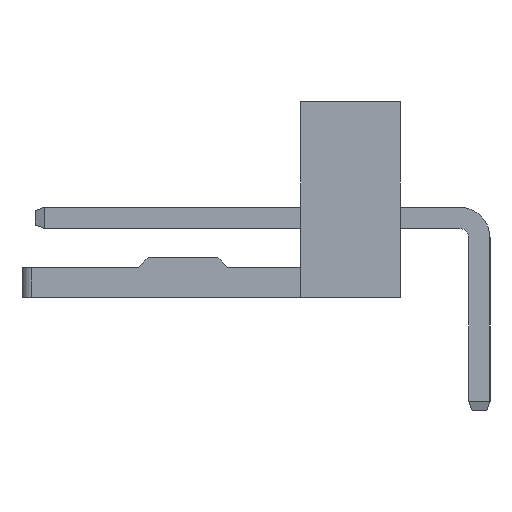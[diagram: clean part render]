
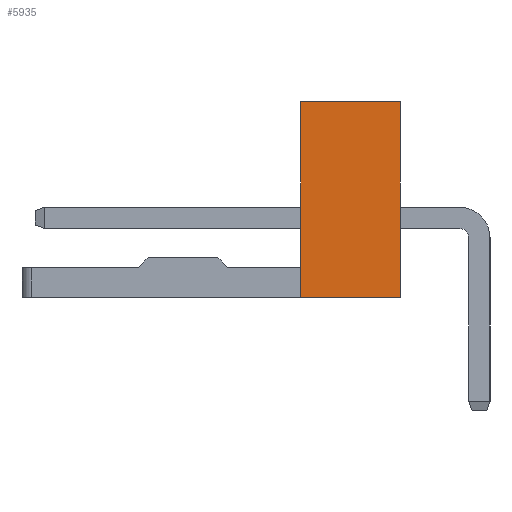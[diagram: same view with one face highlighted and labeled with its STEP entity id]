
A CAD part, left-side view. The second image highlights one B-rep face of the part: STEP entity #5935.
In plain terms, the highlighted planar face has unit normal (-1, 0, 0).
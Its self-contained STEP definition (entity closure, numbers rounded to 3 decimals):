
#394 = DIRECTION ( 'NONE',  ( 0., 1., 0. ) ) ;
#705 = LINE ( 'NONE', #7225, #6949 ) ;
#816 = DIRECTION ( 'NONE',  ( 0., 0., 1. ) ) ;
#1007 = VECTOR ( 'NONE', #6560, 1000. ) ;
#1545 = LINE ( 'NONE', #4533, #1007 ) ;
#3060 = LINE ( 'NONE', #11510, #12466 ) ;
#4533 = CARTESIAN_POINT ( 'NONE',  ( -1.27, 2.38, 0. ) ) ;
#5712 = CARTESIAN_POINT ( 'NONE',  ( -1.27, 2.38, 0. ) ) ;
#5825 = LINE ( 'NONE', #5712, #8991 ) ;
#5935 = ADVANCED_FACE ( 'NONE', ( #12062 ), #9509, .T. ) ;
#6276 = AXIS2_PLACEMENT_3D ( 'NONE', #11998, #12976, #816 ) ;
#6479 = VERTEX_POINT ( 'NONE', #12136 ) ;
#6560 = DIRECTION ( 'NONE',  ( 0., 0., 1. ) ) ;
#6949 = VECTOR ( 'NONE', #7183, 1000. ) ;
#7183 = DIRECTION ( 'NONE',  ( 0., 1., 0. ) ) ;
#7225 = CARTESIAN_POINT ( 'NONE',  ( -1.27, 2.38, 5.9 ) ) ;
#7350 = EDGE_CURVE ( 'NONE', #8205, #6479, #1545, .T. ) ;
#7548 = ORIENTED_EDGE ( 'NONE', *, *, #12560, .F. ) ;
#7809 = CARTESIAN_POINT ( 'NONE',  ( -1.27, 5.38, 0. ) ) ;
#7857 = CARTESIAN_POINT ( 'NONE',  ( -1.27, 2.38, 0. ) ) ;
#8205 = VERTEX_POINT ( 'NONE', #7857 ) ;
#8362 = EDGE_LOOP ( 'NONE', ( #10996, #7548, #9694, #11319 ) ) ;
#8387 = EDGE_CURVE ( 'NONE', #12351, #13236, #3060, .T. ) ;
#8991 = VECTOR ( 'NONE', #394, 1000. ) ;
#9219 = DIRECTION ( 'NONE',  ( 0., 0., -1. ) ) ;
#9509 = PLANE ( 'NONE',  #6276 ) ;
#9694 = ORIENTED_EDGE ( 'NONE', *, *, #7350, .T. ) ;
#9879 = CARTESIAN_POINT ( 'NONE',  ( -1.27, 5.38, 5.9 ) ) ;
#10739 = EDGE_CURVE ( 'NONE', #6479, #12351, #705, .T. ) ;
#10996 = ORIENTED_EDGE ( 'NONE', *, *, #8387, .T. ) ;
#11319 = ORIENTED_EDGE ( 'NONE', *, *, #10739, .T. ) ;
#11510 = CARTESIAN_POINT ( 'NONE',  ( -1.27, 5.38, 0. ) ) ;
#11998 = CARTESIAN_POINT ( 'NONE',  ( -1.27, 2.38, 0. ) ) ;
#12062 = FACE_OUTER_BOUND ( 'NONE', #8362, .T. ) ;
#12136 = CARTESIAN_POINT ( 'NONE',  ( -1.27, 2.38, 5.9 ) ) ;
#12351 = VERTEX_POINT ( 'NONE', #9879 ) ;
#12466 = VECTOR ( 'NONE', #9219, 1000. ) ;
#12560 = EDGE_CURVE ( 'NONE', #8205, #13236, #5825, .T. ) ;
#12976 = DIRECTION ( 'NONE',  ( -1., 0., 0. ) ) ;
#13236 = VERTEX_POINT ( 'NONE', #7809 ) ;
